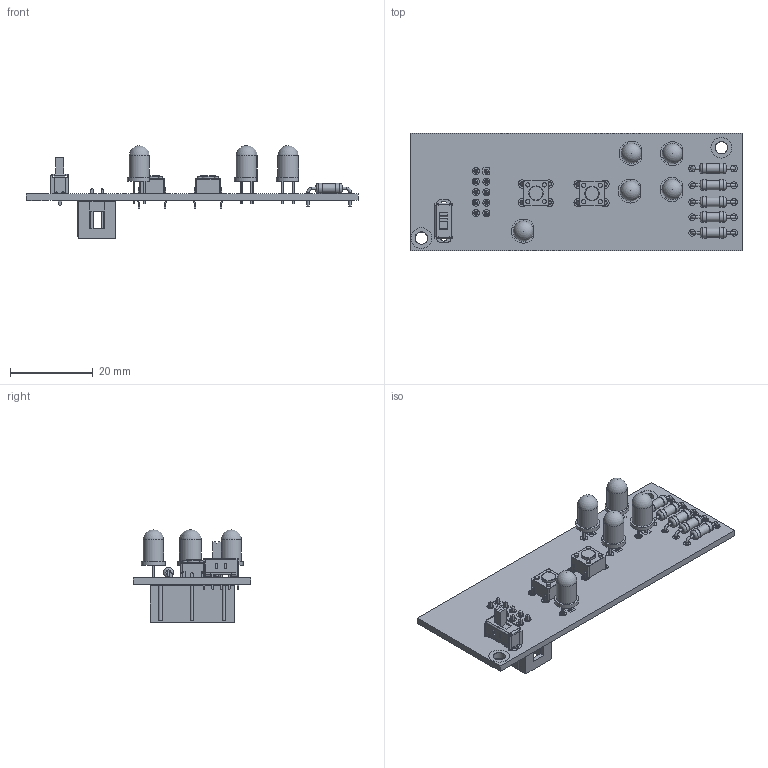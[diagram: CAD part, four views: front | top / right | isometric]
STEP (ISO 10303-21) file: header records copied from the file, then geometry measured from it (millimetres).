
FILE_DESCRIPTION(('KiCad electronic assembly'),'2;1');
FILE_NAME('PCB de botones V1.step','2024-06-04T10:42:00',('Pcbnew'),( 'Kicad'),'Open CASCADE STEP processor 7.7','KiCad to STEP converter' ,'Unknown');
FILE_SCHEMA(('AUTOMOTIVE_DESIGN { 1 0 10303 214 1 1 1 1 }'));
Length unit declared in the file: millimetre
Products named in the file (203): PCB de botones V1 1; LED_D5.0mm; SW_PUSH_6mm; SW_Slide_SPDT_Straight_CK_OS102011MS2Q; R_Axial_DIN0207_L6.3mm_D2.5mm_P10.16mm_Horizontal; R_Axial_DIN0207_L63mm_D25mm_P1016mm_Horizontal; IDC-Header_2x05_P2.54mm_Vertical; IDC_Header_2x05_P254mm_Vertical; PCB de botones V1_track_1; PCB de botones V1_track_2; PCB de botones V1_track_3; PCB de botones V1_track_4; PCB de botones V1_track_5; PCB de botones V1_track_6; PCB de botones V1_track_7; PCB de botones V1_track_8; PCB de botones V1_track_9; PCB de botones V1_track_10; PCB de botones V1_track_11; PCB de botones V1_track_12; PCB de botones V1_track_13; PCB de botones V1_track_14; PCB de botones V1_track_15; PCB de botones V1_track_16; PCB de botones V1_track_17; PCB de botones V1_track_18; PCB de botones V1_track_19; PCB de botones V1_track_20; PCB de botones V1_track_21; PCB de botones V1_track_22; PCB de botones V1_track_23; PCB de botones V1_track_24; PCB de botones V1_track_25; PCB de botones V1_track_26; PCB de botones V1_track_27; PCB de botones V1_track_28; PCB de botones V1_track_29; PCB de botones V1_track_30; PCB de botones V1_track_31; PCB de botones V1_track_32 ...
Assembly tree (211 placements, depth 3):
  PCB de botones V1 1
    LED_D5.0mm  x5
      LED_D5.0mm
    SW_PUSH_6mm  x2
      SW_PUSH_6mm
    SW_Slide_SPDT_Straight_CK_OS102011MS2Q
      SW_Slide_SPDT_Straight_CK_OS102011MS2Q
    R_Axial_DIN0207_L6.3mm_D2.5mm_P10.16mm_Horizontal  x5
      R_Axial_DIN0207_L63mm_D25mm_P1016mm_Horizontal
    IDC-Header_2x05_P2.54mm_Vertical
      IDC_Header_2x05_P254mm_Vertical
    PCB de botones V1_track_1
    PCB de botones V1_track_2
    PCB de botones V1_track_3
    PCB de botones V1_track_4
    PCB de botones V1_track_5
    PCB de botones V1_track_6
    PCB de botones V1_track_7
    PCB de botones V1_track_8
    PCB de botones V1_track_9
    PCB de botones V1_track_10
    PCB de botones V1_track_11
    PCB de botones V1_track_12
    PCB de botones V1_track_13
    PCB de botones V1_track_14
    PCB de botones V1_track_15
    PCB de botones V1_track_16
    PCB de botones V1_track_17
    PCB de botones V1_track_18
    PCB de botones V1_track_19
    PCB de botones V1_track_20
    PCB de botones V1_track_21
    PCB de botones V1_track_22
    PCB de botones V1_track_23
    PCB de botones V1_track_24
    PCB de botones V1_track_25
    PCB de botones V1_track_26
    PCB de botones V1_track_27
    PCB de botones V1_track_28
    PCB de botones V1_track_29
    PCB de botones V1_track_30
    PCB de botones V1_track_31
    PCB de botones V1_track_32
    PCB de botones V1_track_33
    PCB de botones V1_track_34
    PCB de botones V1_track_35
    PCB de botones V1_track_36
    PCB de botones V1_track_37
    PCB de botones V1_track_38
    PCB de botones V1_track_39
    PCB de botones V1_track_40
    PCB de botones V1_track_41
    PCB de botones V1_track_42
    PCB de botones V1_track_43
    PCB de botones V1_track_44
    PCB de botones V1_track_45
    PCB de botones V1_track_46
    PCB de botones V1_track_47
    PCB de botones V1_track_48
    PCB de botones V1_track_49
Bounding box: 80.3 x 28.36 x 22.4 mm (x, y, z)
Volume: 5722.7 mm3; surface area: 10545.5 mm2
Topology: 213 solids, 213 shells, 2457 faces, 5640 edges, 3671 vertices
Faces by surface type: plane 1824, cylinder 606, torus 22, sphere 5
Full cylindrical faces by diameter (mm): 0.6 x20, 0.75 x52, 0.8 x26, 0.85 x35, 0.9 x20, 0.95 x35, 1 x34, 1.05 x24, 1.1 x16, 1.45 x6, 1.5 x4, 1.6 x10, 1.7 x18, 1.8 x10, 2 x16, 2.25 x5, 2.5 x10, 2.95 x6, 3 x4, 3.5 x2, 4.9 x5, 5 x4
Entity records: 72006 total; most frequent: DIRECTION 11047, CARTESIAN_POINT 10882, ORIENTED_EDGE 10228, EDGE_CURVE 5114, LINE 4045, VECTOR 4045, AXIS2_PLACEMENT_3D 3501, VERTEX_POINT 3336
